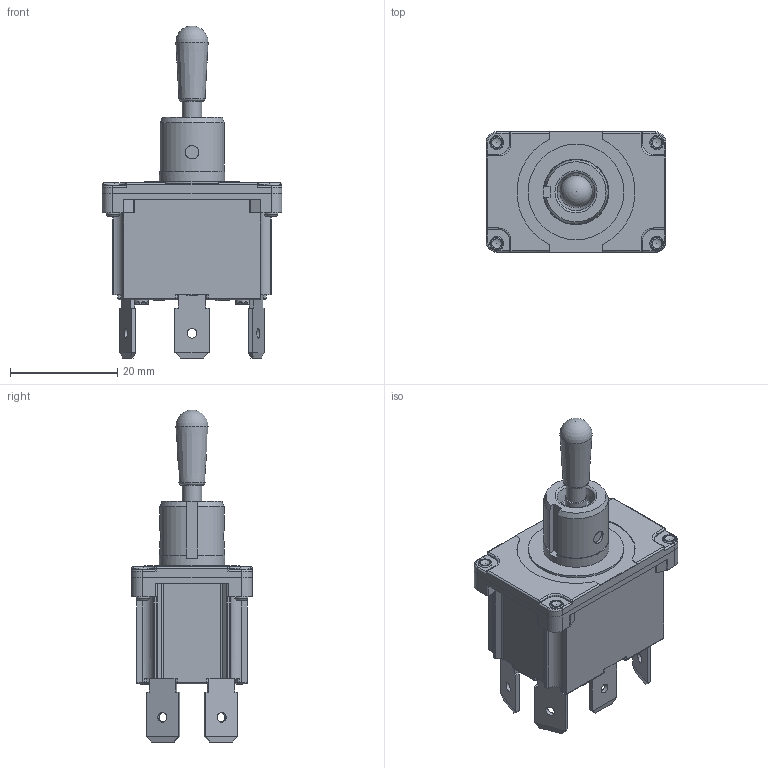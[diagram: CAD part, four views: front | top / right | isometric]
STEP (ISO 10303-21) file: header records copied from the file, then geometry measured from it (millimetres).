
FILE_DESCRIPTION(/* description */ (''),/* implementation_level */ '2;1');
FILE_NAME(/* name */ 'ST4DPxxxT1C2.stp',/* time_stamp */ '2022-03-22T08:21:44-05:00',/* author */ ('mroman'),/* organization */ (''),/* preprocessor_version */ 'ST-DEVELOPER v18.1',/* originating_system */ 'Autodesk Inventor 2020',/* authorisation */ '');
FILE_SCHEMA (('AUTOMOTIVE_DESIGN { 1 0 10303 214 3 1 1 }'));
Length unit declared in the file: millimetre
Products named in the file (1): ST4DPxxxT1C2
Bounding box: 33.5 x 22.4 x 61.8 mm (x, y, z)
Volume: 14569.5 mm3; surface area: 6335.1 mm2
Topology: 1 solids, 8 shells, 918 faces, 2266 edges, 1350 vertices
Faces by surface type: plane 463, cylinder 236, bspline 116, sphere 54, torus 45, cone 4
Full cylindrical faces by diameter (mm): 1.8 x6, 2 x6, 2.4 x4, 2.5 x2, 2.55 x1, 2.6 x4, 2.8 x6, 3.6 x1, 4.1 x2, 8 x1, 12.2 x1, 17.8 x1
Entity records: 29564 total; most frequent: CARTESIAN_POINT 8422, ORIENTED_EDGE 4426, DIRECTION 4329, EDGE_CURVE 2213, AXIS2_PLACEMENT_3D 1557, VERTEX_POINT 1350, LINE 1215, VECTOR 1215
